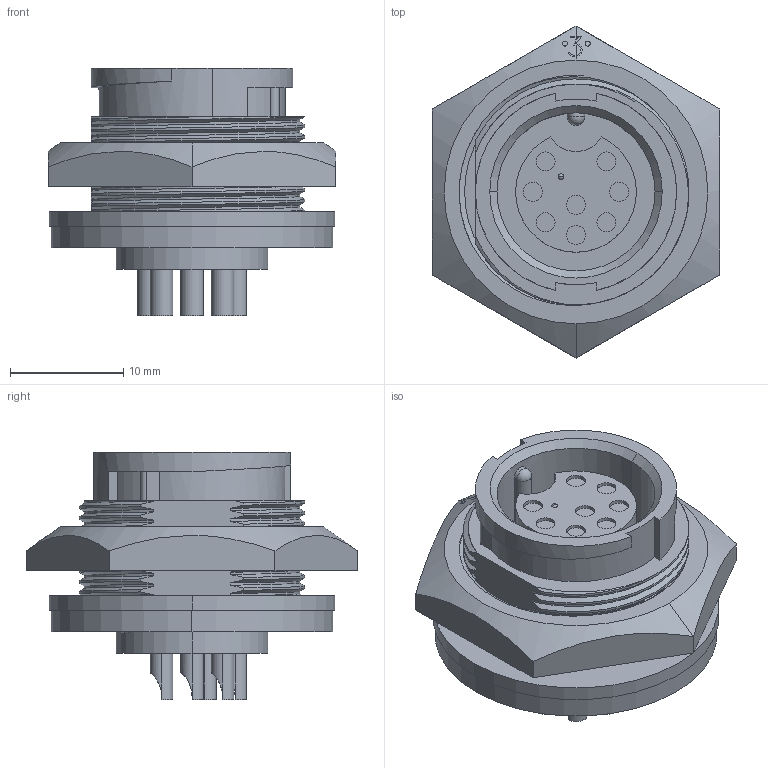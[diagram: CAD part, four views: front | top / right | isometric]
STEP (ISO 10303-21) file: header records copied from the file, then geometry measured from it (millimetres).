
FILE_DESCRIPTION (( 'STEP AP214' ), '1' );
FILE_NAME ('4282-8SG-3ES.STEP', '2017-03-10T19:45:47', ( '' ), ( '' ), 'SwSTEP 2.0', 'SolidWorks 2014', '' );
FILE_SCHEMA (( 'AUTOMOTIVE_DESIGN' ));
Length unit declared in the file: millimetre
Products named in the file (1): 4282-8SG-3ES
Bounding box: 25.4 x 29.33 x 21.89 mm (x, y, z)
Volume: 5414.4 mm3; surface area: 4344.3 mm2
Topology: 2 solids, 2 shells, 250 faces, 633 edges, 413 vertices
Faces by surface type: cylinder 99, plane 89, bspline 43, cone 14, sphere 5
Entity records: 20377 total; most frequent: CARTESIAN_POINT 14921, ORIENTED_EDGE 1262, DIRECTION 930, EDGE_CURVE 631, VERTEX_POINT 412, AXIS2_PLACEMENT_3D 340, EDGE_LOOP 279, FACE_OUTER_BOUND 250
